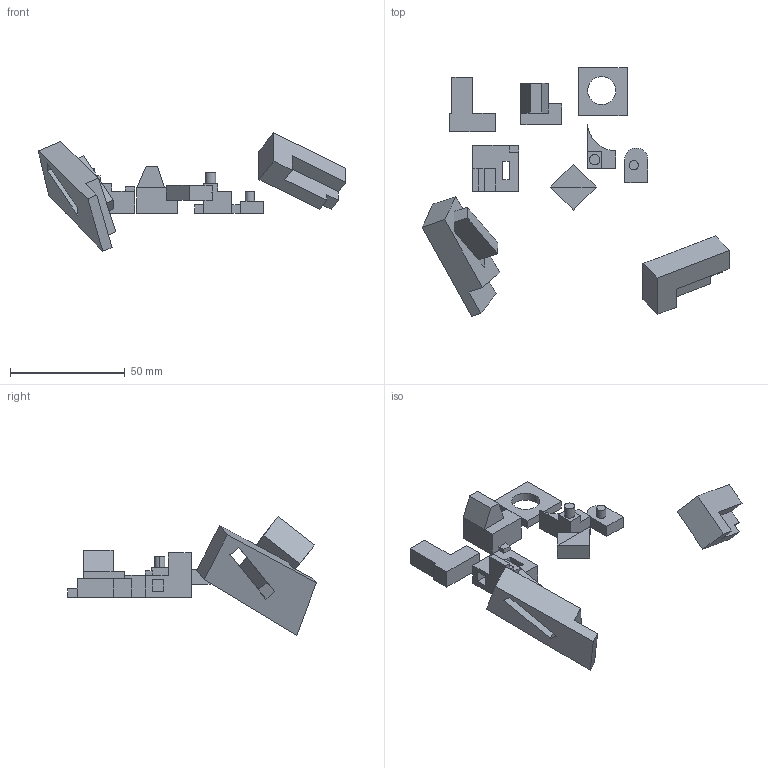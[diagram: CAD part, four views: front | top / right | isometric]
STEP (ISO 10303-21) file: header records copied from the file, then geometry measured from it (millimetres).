
FILE_DESCRIPTION(('STEP AP214'),'1');
FILE_NAME('three_objects_steps_depression_oblique_cyl_tilted2.stp','2019-11-12T14:14:59',(' '),(' '),'Spatial InterOp 3D',' ',' ');
FILE_SCHEMA(('AUTOMOTIVE_DESIGN { 1 0 10303 214 1 1 1 1 }'));
Length unit declared in the file: metre
Products named in the file (14): three_objects_steps_depression_oblique_cyl_tilted22; Design12; three_objects_steps_depression_oblique_cyl_tilted; three_objects_steps_depressions; Component1; Component2; Component3; three_objects_steps_depression_oblique; Design3; three_objects_steps_depression_oblique_cyl; Design2; three_objects_steps_depression_oblique_cyl_tilted2; Design1
Assembly tree (13 placements, depth 7):
  three_objects_steps_depression_oblique_cyl_tilted2
    three_objects_steps_depression_oblique_cyl_tilted2
      three_objects_steps_depression_oblique_cyl_tilted
        three_objects_steps_depression_oblique_cyl_tilted22
          Design12
        three_objects_steps_depression_oblique_cyl
          three_objects_steps_depression_oblique
            three_objects_steps_depressions
              Component1
              Component2
              Component3
            Design3
          Design2
      Design1
Bounding box: 133.83 x 108.19 x 51.61 mm (x, y, z)
Volume: 32779.3 mm3; surface area: 16338.7 mm2
Topology: 9 solids, 9 shells, 112 faces, 276 edges, 182 vertices
Faces by surface type: plane 104, cylinder 8
Entity records: 3680 total; most frequent: CARTESIAN_POINT 590, DIRECTION 556, ORIENTED_EDGE 552, EDGE_CURVE 276, LINE 260, VECTOR 260, VERTEX_POINT 182, AXIS2_PLACEMENT_3D 148
